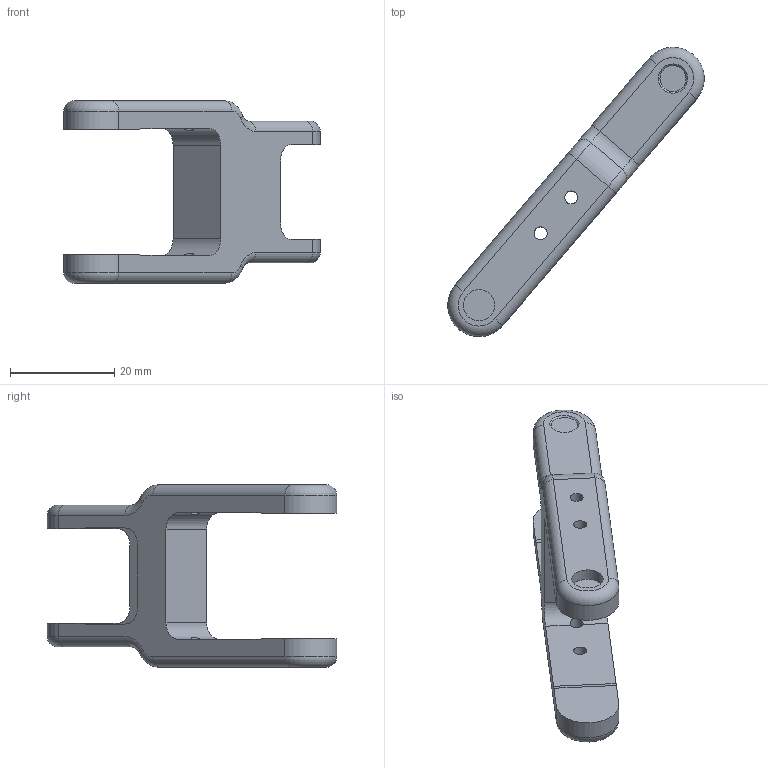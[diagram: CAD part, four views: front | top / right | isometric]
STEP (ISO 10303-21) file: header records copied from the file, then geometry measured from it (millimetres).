
FILE_DESCRIPTION (( 'STEP AP214' ), '1' );
FILE_NAME ('Right Top Link.STEP', '2023-06-02T12:14:18', ( '' ), ( '' ), 'SwSTEP 2.0', 'SolidWorks 2022', '' );
FILE_SCHEMA (( 'AUTOMOTIVE_DESIGN' ));
Length unit declared in the file: millimetre
Products named in the file (2): Right Top Link; Defeatured 2F-85 PAD OPEN_finger3.step.STEP
Assembly tree (1 placements, depth 2):
  Right Top Link
    Defeatured 2F-85 PAD OPEN_finger3.step.STEP
Bounding box: 49.16 x 55.42 x 35 mm (x, y, z)
Volume: 10113.7 mm3; surface area: 5690 mm2
Topology: 1 solids, 1 shells, 77 faces, 199 edges, 126 vertices
Faces by surface type: cylinder 38, plane 22, torus 13, cone 4
Entity records: 2522 total; most frequent: CARTESIAN_POINT 484, DIRECTION 456, ORIENTED_EDGE 398, EDGE_CURVE 199, AXIS2_PLACEMENT_3D 182, VERTEX_POINT 126, CIRCLE 101, VECTOR 92
